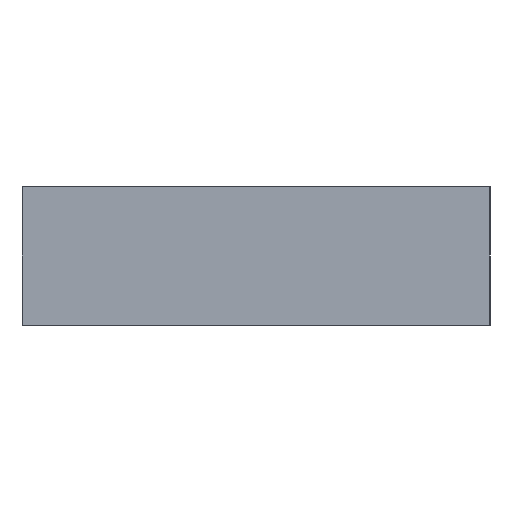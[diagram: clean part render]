
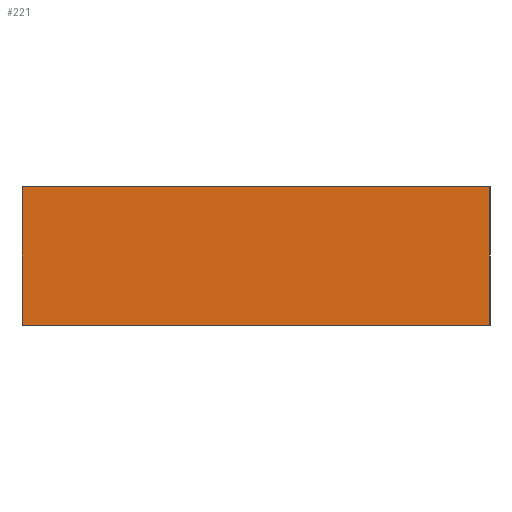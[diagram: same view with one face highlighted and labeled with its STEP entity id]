
A CAD part, left-side view. The second image highlights one B-rep face of the part: STEP entity #221.
In plain terms, the highlighted planar face has unit normal (-1, 0, 0).
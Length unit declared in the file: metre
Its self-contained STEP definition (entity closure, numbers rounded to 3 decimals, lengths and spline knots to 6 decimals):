
#54=ORIENTED_EDGE('',*,*,#100,.F.);
#55=ORIENTED_EDGE('',*,*,#81,.F.);
#56=ORIENTED_EDGE('',*,*,#101,.T.);
#57=ORIENTED_EDGE('',*,*,#86,.T.);
#81=EDGE_CURVE('',#105,#103,#125,.T.);
#86=EDGE_CURVE('',#109,#108,#130,.T.);
#100=EDGE_CURVE('',#103,#108,#132,.T.);
#101=EDGE_CURVE('',#105,#109,#133,.T.);
#103=VERTEX_POINT('',#327);
#105=VERTEX_POINT('',#331);
#108=VERTEX_POINT('',#341);
#109=VERTEX_POINT('',#343);
#125=LINE('',#332,#137);
#130=LINE('',#342,#142);
#132=LINE('',#376,#144);
#133=LINE('',#377,#145);
#137=VECTOR('',#268,1.);
#142=VECTOR('',#277,1.);
#144=VECTOR('',#317,1.);
#145=VECTOR('',#318,1.);
#161=EDGE_LOOP('',(#54,#55,#56,#57));
#191=FACE_BOUND('',#161,.T.);
#209=PLANE('',#258);
#221=ADVANCED_FACE('',(#191),#209,.T.);
#258=AXIS2_PLACEMENT_3D('',#375,#315,#316);
#268=DIRECTION('',(0.,0.,-1.));
#277=DIRECTION('',(0.,0.,-1.));
#315=DIRECTION('',(-1.,0.,0.));
#316=DIRECTION('',(0.,0.,1.));
#317=DIRECTION('',(0.,1.,0.));
#318=DIRECTION('',(0.,1.,0.));
#327=CARTESIAN_POINT('',(-0.0762,-0.0127,0.));
#331=CARTESIAN_POINT('',(-0.0762,-0.0127,0.0075));
#332=CARTESIAN_POINT('',(-0.0762,-0.0127,0.0075));
#341=CARTESIAN_POINT('',(-0.0762,0.0127,0.));
#342=CARTESIAN_POINT('',(-0.0762,0.0127,0.0075));
#343=CARTESIAN_POINT('',(-0.0762,0.0127,0.0075));
#375=CARTESIAN_POINT('',(-0.0762,0.,0.0075));
#376=CARTESIAN_POINT('',(-0.0762,0.,0.));
#377=CARTESIAN_POINT('',(-0.0762,0.,0.0075));
